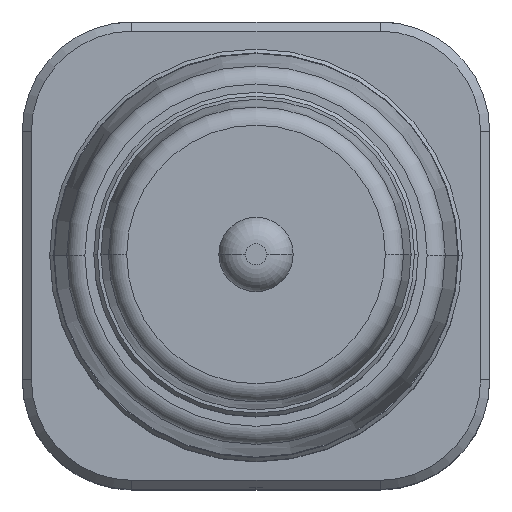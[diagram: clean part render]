
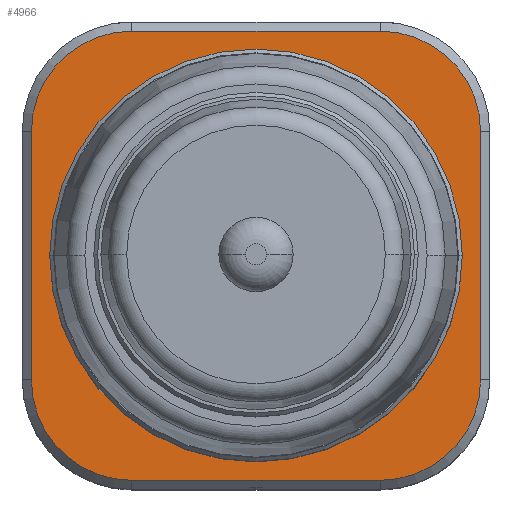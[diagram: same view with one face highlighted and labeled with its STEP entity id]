
A CAD part, top view. The second image highlights one B-rep face of the part: STEP entity #4966.
In plain terms, the highlighted planar face has unit normal (0, 0, 1).
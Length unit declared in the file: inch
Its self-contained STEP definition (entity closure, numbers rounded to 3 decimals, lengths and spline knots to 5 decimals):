
#180 = EDGE_CURVE ( 'NONE', #3486, #3518, #2440, .T. ) ;
#240 = EDGE_CURVE ( 'NONE', #3505, #3640, #2848, .T. ) ;
#241 = EDGE_CURVE ( 'NONE', #3518, #3607, #2858, .T. ) ;
#243 = EDGE_CURVE ( 'NONE', #3685, #3576, #2845, .T. ) ;
#244 = EDGE_CURVE ( 'NONE', #3748, #3468, #3846, .T. ) ;
#316 = EDGE_CURVE ( 'NONE', #3576, #3505, #1726, .T. ) ;
#319 = EDGE_CURVE ( 'NONE', #3640, #3770, #1710, .T. ) ;
#373 = EDGE_LOOP ( 'NONE', ( #1825, #2284, #2215, #1868, #2187, #1966, #1801, #1808 ) ) ;
#385 = EDGE_LOOP ( 'NONE', ( #1843, #1864 ) ) ;
#437 = EDGE_CURVE ( 'NONE', #3607, #3685, #1406, .T. ) ;
#467 = EDGE_CURVE ( 'NONE', #3770, #3486, #1107, .T. ) ;
#844 = CARTESIAN_POINT ( 'NONE',  ( -0.61548, 0., -0.16273 ) ) ;
#852 = CARTESIAN_POINT ( 'NONE',  ( -0.425, 0.76875, -0.16273 ) ) ;
#864 = CARTESIAN_POINT ( 'NONE',  ( 0.76875, -0.425, -0.16273 ) ) ;
#873 = CARTESIAN_POINT ( 'NONE',  ( -0.76875, 0.425, -0.16273 ) ) ;
#893 = CARTESIAN_POINT ( 'NONE',  ( 0.425, -0.76875, -0.16273 ) ) ;
#904 = CARTESIAN_POINT ( 'NONE',  ( -0.76875, -0.425, -0.16273 ) ) ;
#919 = CARTESIAN_POINT ( 'NONE',  ( 0.76875, 0.425, -0.16273 ) ) ;
#942 = CARTESIAN_POINT ( 'NONE',  ( -0.425, -0.76875, -0.16273 ) ) ;
#969 = CARTESIAN_POINT ( 'NONE',  ( 0.61548, 0., -0.16273 ) ) ;
#980 = CARTESIAN_POINT ( 'NONE',  ( 0.425, 0.76875, -0.16273 ) ) ;
#985 = CARTESIAN_POINT ( 'NONE',  ( 0., 0., -0.16273 ) ) ;
#986 = DIRECTION ( 'NONE',  ( 0., 0., -1. ) ) ;
#987 = DIRECTION ( 'NONE',  ( -1., 0., 0. ) ) ;
#1107 = LINE ( 'NONE', #4602, #5323 ) ;
#1280 = FACE_BOUND ( 'NONE', #385, .T. ) ;
#1284 = FACE_OUTER_BOUND ( 'NONE', #373, .T. ) ;
#1366 = AXIS2_PLACEMENT_3D ( 'NONE', #4536, #4537, #4538 ) ;
#1406 = CIRCLE ( 'NONE', #1366, 0.34375 ) ;
#1710 = CIRCLE ( 'NONE', #1737, 0.34375 ) ;
#1718 = AXIS2_PLACEMENT_3D ( 'NONE', #4405, #4406, #4407 ) ;
#1726 = CIRCLE ( 'NONE', #1718, 0.34375 ) ;
#1737 = AXIS2_PLACEMENT_3D ( 'NONE', #4411, #4412, #4413 ) ;
#1756 = AXIS2_PLACEMENT_3D ( 'NONE', #3927, #3928, #3929 ) ;
#1801 = ORIENTED_EDGE ( 'NONE', *, *, #180, .T. ) ;
#1808 = ORIENTED_EDGE ( 'NONE', *, *, #241, .T. ) ;
#1825 = ORIENTED_EDGE ( 'NONE', *, *, #437, .T. ) ;
#1843 = ORIENTED_EDGE ( 'NONE', *, *, #3782, .T. ) ;
#1864 = ORIENTED_EDGE ( 'NONE', *, *, #244, .T. ) ;
#1868 = ORIENTED_EDGE ( 'NONE', *, *, #240, .T. ) ;
#1966 = ORIENTED_EDGE ( 'NONE', *, *, #467, .T. ) ;
#2187 = ORIENTED_EDGE ( 'NONE', *, *, #319, .T. ) ;
#2215 = ORIENTED_EDGE ( 'NONE', *, *, #316, .T. ) ;
#2284 = ORIENTED_EDGE ( 'NONE', *, *, #243, .T. ) ;
#2440 = CIRCLE ( 'NONE', #1756, 0.34375 ) ;
#2845 = LINE ( 'NONE', #4036, #3884 ) ;
#2848 = LINE ( 'NONE', #4029, #3873 ) ;
#2858 = LINE ( 'NONE', #4031, #3851 ) ;
#3343 = PLANE ( 'NONE',  #4248 ) ;
#3344 = CARTESIAN_POINT ( 'NONE',  ( 0., 0.73918, -0.16273 ) ) ;
#3345 = DIRECTION ( 'NONE',  ( 0., 0., 1. ) ) ;
#3346 = DIRECTION ( 'NONE',  ( 1., 0., 0. ) ) ;
#3468 = VERTEX_POINT ( 'NONE', #844 ) ;
#3486 = VERTEX_POINT ( 'NONE', #852 ) ;
#3505 = VERTEX_POINT ( 'NONE', #864 ) ;
#3518 = VERTEX_POINT ( 'NONE', #873 ) ;
#3576 = VERTEX_POINT ( 'NONE', #893 ) ;
#3607 = VERTEX_POINT ( 'NONE', #904 ) ;
#3640 = VERTEX_POINT ( 'NONE', #919 ) ;
#3685 = VERTEX_POINT ( 'NONE', #942 ) ;
#3748 = VERTEX_POINT ( 'NONE', #969 ) ;
#3770 = VERTEX_POINT ( 'NONE', #980 ) ;
#3782 = EDGE_CURVE ( 'NONE', #3468, #3748, #5317, .T. ) ;
#3846 = CIRCLE ( 'NONE', #3879, 0.61548 ) ;
#3851 = VECTOR ( 'NONE', #4032, 39.37008 ) ;
#3873 = VECTOR ( 'NONE', #4030, 39.37008 ) ;
#3879 = AXIS2_PLACEMENT_3D ( 'NONE', #4038, #4039, #4040 ) ;
#3884 = VECTOR ( 'NONE', #4037, 39.37008 ) ;
#3927 = CARTESIAN_POINT ( 'NONE',  ( -0.425, 0.425, -0.16273 ) ) ;
#3928 = DIRECTION ( 'NONE',  ( 0., 0., 1. ) ) ;
#3929 = DIRECTION ( 'NONE',  ( 1., 0., 0. ) ) ;
#4029 = CARTESIAN_POINT ( 'NONE',  ( 0.76875, 0.73918, -0.16273 ) ) ;
#4030 = DIRECTION ( 'NONE',  ( 0., 1., 0. ) ) ;
#4031 = CARTESIAN_POINT ( 'NONE',  ( -0.76875, 0.73918, -0.16273 ) ) ;
#4032 = DIRECTION ( 'NONE',  ( 0., -1., 0. ) ) ;
#4036 = CARTESIAN_POINT ( 'NONE',  ( 0., -0.76875, -0.16273 ) ) ;
#4037 = DIRECTION ( 'NONE',  ( 1., 0., 0. ) ) ;
#4038 = CARTESIAN_POINT ( 'NONE',  ( 0., 0., -0.16273 ) ) ;
#4039 = DIRECTION ( 'NONE',  ( 0., 0., -1. ) ) ;
#4040 = DIRECTION ( 'NONE',  ( -1., 0., 0. ) ) ;
#4248 = AXIS2_PLACEMENT_3D ( 'NONE', #3344, #3345, #3346 ) ;
#4405 = CARTESIAN_POINT ( 'NONE',  ( 0.425, -0.425, -0.16273 ) ) ;
#4406 = DIRECTION ( 'NONE',  ( 0., 0., 1. ) ) ;
#4407 = DIRECTION ( 'NONE',  ( 1., 0., 0. ) ) ;
#4411 = CARTESIAN_POINT ( 'NONE',  ( 0.425, 0.425, -0.16273 ) ) ;
#4412 = DIRECTION ( 'NONE',  ( 0., 0., 1. ) ) ;
#4413 = DIRECTION ( 'NONE',  ( 1., 0., 0. ) ) ;
#4536 = CARTESIAN_POINT ( 'NONE',  ( -0.425, -0.425, -0.16273 ) ) ;
#4537 = DIRECTION ( 'NONE',  ( 0., 0., 1. ) ) ;
#4538 = DIRECTION ( 'NONE',  ( 1., 0., 0. ) ) ;
#4602 = CARTESIAN_POINT ( 'NONE',  ( 0., 0.76875, -0.16273 ) ) ;
#4603 = DIRECTION ( 'NONE',  ( -1., 0., 0. ) ) ;
#4966 = ADVANCED_FACE ( 'NONE', ( #1284, #1280 ), #3343, .T. ) ;
#5294 = AXIS2_PLACEMENT_3D ( 'NONE', #985, #986, #987 ) ;
#5317 = CIRCLE ( 'NONE', #5294, 0.61548 ) ;
#5323 = VECTOR ( 'NONE', #4603, 39.37008 ) ;
